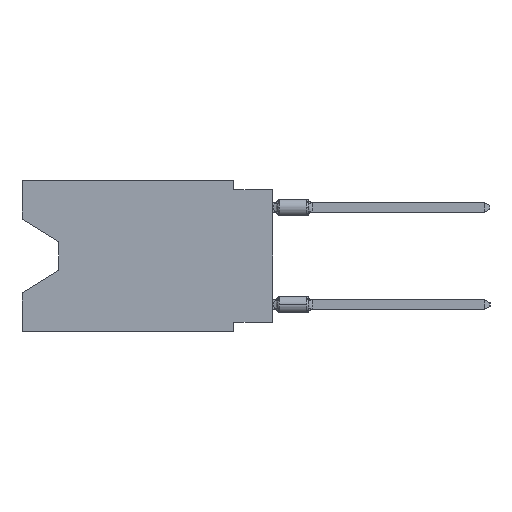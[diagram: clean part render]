
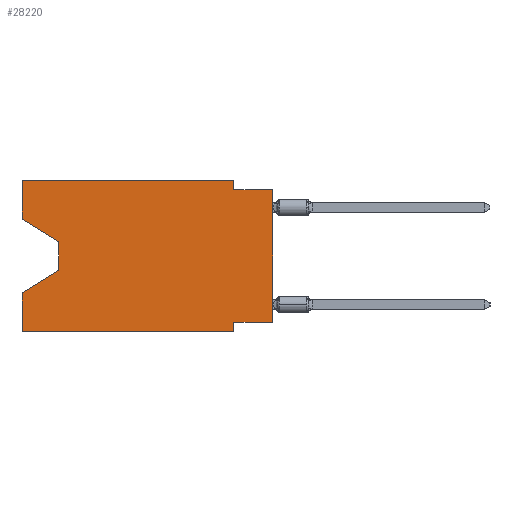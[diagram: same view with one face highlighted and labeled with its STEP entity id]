
A CAD part, left-side view. The second image highlights one B-rep face of the part: STEP entity #28220.
In plain terms, the highlighted planar face has unit normal (-1, 0, 0).
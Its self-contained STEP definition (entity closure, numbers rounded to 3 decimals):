
#127 = CARTESIAN_POINT ( 'NONE',  ( 0., 16.383, -2.546 ) ) ;
#340 = VERTEX_POINT ( 'NONE', #17674 ) ;
#1107 = LINE ( 'NONE', #19486, #11964 ) ;
#1279 = LINE ( 'NONE', #26581, #12567 ) ;
#1443 = EDGE_CURVE ( 'NONE', #4328, #1828, #26494, .T. ) ;
#1737 = VECTOR ( 'NONE', #26290, 1000. ) ;
#1786 = DIRECTION ( 'NONE',  ( 0., 0., -1. ) ) ;
#1828 = VERTEX_POINT ( 'NONE', #19685 ) ;
#1877 = CARTESIAN_POINT ( 'NONE',  ( 0., 2.54, 0. ) ) ;
#2797 = AXIS2_PLACEMENT_3D ( 'NONE', #24358, #7970, #1786 ) ;
#2996 = CARTESIAN_POINT ( 'NONE',  ( 0., 16.383, 0. ) ) ;
#3279 = CARTESIAN_POINT ( 'NONE',  ( 0., 0., -0.635 ) ) ;
#3373 = CARTESIAN_POINT ( 'NONE',  ( 0., 0., -9.271 ) ) ;
#3864 = ORIENTED_EDGE ( 'NONE', *, *, #29122, .F. ) ;
#4016 = LINE ( 'NONE', #26933, #7484 ) ;
#4108 = VECTOR ( 'NONE', #16137, 1000. ) ;
#4328 = VERTEX_POINT ( 'NONE', #22734 ) ;
#4339 = CARTESIAN_POINT ( 'NONE',  ( 0., 2.54, -9.271 ) ) ;
#4384 = DIRECTION ( 'NONE',  ( 0., -1., 0. ) ) ;
#4751 = ORIENTED_EDGE ( 'NONE', *, *, #10416, .T. ) ;
#5472 = DIRECTION ( 'NONE',  ( 0., 0., -1. ) ) ;
#5708 = EDGE_CURVE ( 'NONE', #13674, #23104, #22976, .T. ) ;
#6006 = VECTOR ( 'NONE', #15648, 1000. ) ;
#6008 = ORIENTED_EDGE ( 'NONE', *, *, #9986, .F. ) ;
#6409 = VERTEX_POINT ( 'NONE', #19820 ) ;
#6805 = CARTESIAN_POINT ( 'NONE',  ( 0., 16.383, 0. ) ) ;
#6975 = DIRECTION ( 'NONE',  ( 0., 0., 1. ) ) ;
#7098 = EDGE_LOOP ( 'NONE', ( #26338, #7841, #26784, #21370, #4751, #3864, #27303, #13236, #6008, #24418, #28659, #7184 ) ) ;
#7184 = ORIENTED_EDGE ( 'NONE', *, *, #23585, .F. ) ;
#7484 = VECTOR ( 'NONE', #25265, 1000. ) ;
#7841 = ORIENTED_EDGE ( 'NONE', *, *, #15363, .T. ) ;
#7970 = DIRECTION ( 'NONE',  ( 1., 0., 0. ) ) ;
#8444 = CARTESIAN_POINT ( 'NONE',  ( 0., 2.54, 0. ) ) ;
#8705 = CARTESIAN_POINT ( 'NONE',  ( 0., 0., 0. ) ) ;
#9257 = LINE ( 'NONE', #1877, #16109 ) ;
#9269 = EDGE_CURVE ( 'NONE', #21141, #14709, #29380, .T. ) ;
#9594 = CARTESIAN_POINT ( 'NONE',  ( 0., 16.383, -9.906 ) ) ;
#9986 = EDGE_CURVE ( 'NONE', #19257, #23104, #15839, .T. ) ;
#10010 = EDGE_CURVE ( 'NONE', #12789, #19502, #27297, .T. ) ;
#10416 = EDGE_CURVE ( 'NONE', #340, #6409, #23715, .T. ) ;
#11522 = DIRECTION ( 'NONE',  ( 0., 0., -1. ) ) ;
#11560 = VERTEX_POINT ( 'NONE', #4339 ) ;
#11964 = VECTOR ( 'NONE', #15107, 1000. ) ;
#12334 = CARTESIAN_POINT ( 'NONE',  ( 0., 16.383, 0. ) ) ;
#12567 = VECTOR ( 'NONE', #12574, 1000. ) ;
#12574 = DIRECTION ( 'NONE',  ( 0., 0., 1. ) ) ;
#12789 = VERTEX_POINT ( 'NONE', #2996 ) ;
#13219 = PLANE ( 'NONE',  #2797 ) ;
#13236 = ORIENTED_EDGE ( 'NONE', *, *, #5708, .T. ) ;
#13674 = VERTEX_POINT ( 'NONE', #3373 ) ;
#14709 = VERTEX_POINT ( 'NONE', #25132 ) ;
#14794 = CARTESIAN_POINT ( 'NONE',  ( 0., 16.383, -2.546 ) ) ;
#15107 = DIRECTION ( 'NONE',  ( 0., 0., -1. ) ) ;
#15363 = EDGE_CURVE ( 'NONE', #14709, #4328, #1107, .T. ) ;
#15648 = DIRECTION ( 'NONE',  ( 0., -0.855, -0.519 ) ) ;
#15839 = LINE ( 'NONE', #29718, #25769 ) ;
#16109 = VECTOR ( 'NONE', #11522, 1000. ) ;
#16137 = DIRECTION ( 'NONE',  ( 0., -1., 0. ) ) ;
#16288 = EDGE_CURVE ( 'NONE', #340, #1828, #18409, .T. ) ;
#16909 = LINE ( 'NONE', #21585, #29317 ) ;
#17674 = CARTESIAN_POINT ( 'NONE',  ( 0., 16.383, -9.906 ) ) ;
#17913 = VECTOR ( 'NONE', #22829, 1000. ) ;
#18409 = LINE ( 'NONE', #12334, #20668 ) ;
#19128 = CARTESIAN_POINT ( 'NONE',  ( 0., 2.54, -0.635 ) ) ;
#19257 = VERTEX_POINT ( 'NONE', #19128 ) ;
#19486 = CARTESIAN_POINT ( 'NONE',  ( 0., 13.97, -4.013 ) ) ;
#19502 = VERTEX_POINT ( 'NONE', #8444 ) ;
#19685 = CARTESIAN_POINT ( 'NONE',  ( 0., 16.383, -7.36 ) ) ;
#19820 = CARTESIAN_POINT ( 'NONE',  ( 0., 2.54, -9.906 ) ) ;
#20668 = VECTOR ( 'NONE', #6975, 1000. ) ;
#20875 = EDGE_CURVE ( 'NONE', #19502, #19257, #9257, .T. ) ;
#21141 = VERTEX_POINT ( 'NONE', #14794 ) ;
#21370 = ORIENTED_EDGE ( 'NONE', *, *, #16288, .F. ) ;
#21585 = CARTESIAN_POINT ( 'NONE',  ( 0., 2.54, -9.906 ) ) ;
#22734 = CARTESIAN_POINT ( 'NONE',  ( 0., 13.97, -5.893 ) ) ;
#22829 = DIRECTION ( 'NONE',  ( 0., 0., 1. ) ) ;
#22976 = LINE ( 'NONE', #8705, #17913 ) ;
#23104 = VERTEX_POINT ( 'NONE', #3279 ) ;
#23271 = EDGE_CURVE ( 'NONE', #13674, #11560, #4016, .T. ) ;
#23585 = EDGE_CURVE ( 'NONE', #21141, #12789, #1279, .T. ) ;
#23715 = LINE ( 'NONE', #9594, #1737 ) ;
#24358 = CARTESIAN_POINT ( 'NONE',  ( 0., 16.383, 0. ) ) ;
#24418 = ORIENTED_EDGE ( 'NONE', *, *, #20875, .F. ) ;
#25132 = CARTESIAN_POINT ( 'NONE',  ( 0., 13.97, -4.013 ) ) ;
#25265 = DIRECTION ( 'NONE',  ( 0., 1., 0. ) ) ;
#25769 = VECTOR ( 'NONE', #4384, 1000. ) ;
#26290 = DIRECTION ( 'NONE',  ( 0., -1., 0. ) ) ;
#26328 = FACE_OUTER_BOUND ( 'NONE', #7098, .T. ) ;
#26338 = ORIENTED_EDGE ( 'NONE', *, *, #9269, .T. ) ;
#26494 = LINE ( 'NONE', #26648, #27575 ) ;
#26581 = CARTESIAN_POINT ( 'NONE',  ( 0., 16.383, 0. ) ) ;
#26648 = CARTESIAN_POINT ( 'NONE',  ( 0., 13.97, -5.893 ) ) ;
#26784 = ORIENTED_EDGE ( 'NONE', *, *, #1443, .T. ) ;
#26933 = CARTESIAN_POINT ( 'NONE',  ( 0., 0., -9.271 ) ) ;
#27103 = DIRECTION ( 'NONE',  ( 0., 0.855, -0.519 ) ) ;
#27297 = LINE ( 'NONE', #6805, #4108 ) ;
#27303 = ORIENTED_EDGE ( 'NONE', *, *, #23271, .F. ) ;
#27575 = VECTOR ( 'NONE', #27103, 1000. ) ;
#28220 = ADVANCED_FACE ( 'NONE', ( #26328 ), #13219, .F. ) ;
#28659 = ORIENTED_EDGE ( 'NONE', *, *, #10010, .F. ) ;
#29122 = EDGE_CURVE ( 'NONE', #11560, #6409, #16909, .T. ) ;
#29317 = VECTOR ( 'NONE', #5472, 1000. ) ;
#29380 = LINE ( 'NONE', #127, #6006 ) ;
#29718 = CARTESIAN_POINT ( 'NONE',  ( 0., 0., -0.635 ) ) ;
